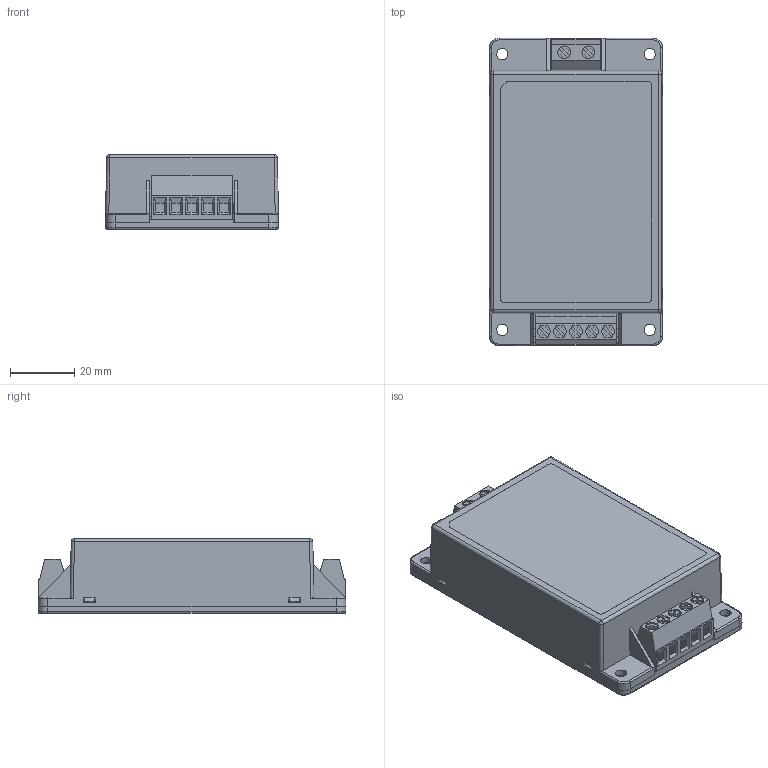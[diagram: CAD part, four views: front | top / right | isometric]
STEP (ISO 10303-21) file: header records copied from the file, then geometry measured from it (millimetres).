
FILE_DESCRIPTION (( 'STEP AP214' ), '1' );
FILE_NAME ('tmp15.STEP', '2015-02-20T08:50:47', ( '' ), ( '' ), 'SwSTEP 2.0', 'SolidWorks 2013', '' );
FILE_SCHEMA (( 'AUTOMOTIVE_DESIGN' ));
Length unit declared in the file: millimetre
Products named in the file (5): TMP 15 Cover; tmp15; Connect(2); Connect(5); TMP 15 Base
Assembly tree (4 placements, depth 2):
  tmp15
    TMP 15 Cover
    TMP 15 Base
    Connect(5)
    Connect(2)
Bounding box: 54 x 96 x 23.3 mm (x, y, z)
Volume: 19495.7 mm3; surface area: 37121.3 mm2
Topology: 4 solids, 4 shells, 727 faces, 1946 edges, 1271 vertices
Faces by surface type: plane 502, cylinder 192, bspline 24, cone 8, sphere 1
Entity records: 24600 total; most frequent: CARTESIAN_POINT 6304, ORIENTED_EDGE 3880, DIRECTION 3513, EDGE_CURVE 1940, VECTOR 1485, LINE 1485, VERTEX_POINT 1271, AXIS2_PLACEMENT_3D 1014
